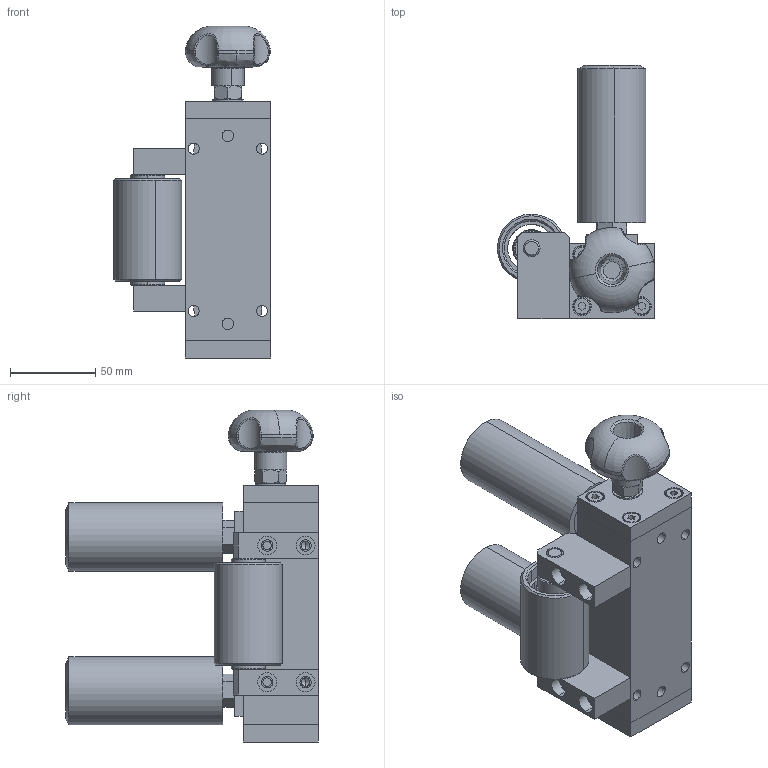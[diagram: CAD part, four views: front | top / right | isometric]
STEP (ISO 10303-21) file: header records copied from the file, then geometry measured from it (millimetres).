
FILE_DESCRIPTION (( 'STEP AP214' ), '1' );
FILE_NAME ('0052.STEP', '2013-10-03T10:26:39', ( '' ), ( '' ), 'SwSTEP 2.0', 'SolidWorks 2012', '' );
FILE_SCHEMA (( 'AUTOMOTIVE_DESIGN' ));
Length unit declared in the file: millimetre
Products named in the file (18): SFL 40_SFL25; 6002-2z 15x32x9; 71353; 50350; 3-400288-00 d40 l60Axel; 3-400288-00 D40 L60; 0701; DIN912M6x16_(h440)_M36 x 200; TBRB 10x18x4 FZB; MP-GF10 12 18 01 05; 1-300430-03P4; WN730 D 50-M10; DIN934M10_[40]   '''' -16; 1-300430-03P5; 1-300430-03P3; 0698P1; 0698P2; 0052
Assembly tree (33 placements, depth 2):
  0052
    0698P2
    0698P1
    1-300430-03P3
    1-300430-03P5  x2
    DIN934M10_[40]   '''' -16
    WN730 D 50-M10
    1-300430-03P4
    MP-GF10 12 18 01 05  x2
    TBRB 10x18x4 FZB
    DIN912M6x16_(h440)_M36 x 200  x8
    0701  x2
    3-400288-00 D40 L60
    3-400288-00 d40 l60Axel
    50350  x2
    71353  x2
    6002-2z 15x32x9  x4
    SFL 40_SFL25  x2
Bounding box: 91.97 x 148 x 194.29 mm (x, y, z)
Volume: 562599.8 mm3; surface area: 200950.2 mm2
Topology: 33 solids, 33 shells, 707 faces, 1616 edges, 1029 vertices
Faces by surface type: cylinder 289, plane 258, cone 122, bspline 36, torus 2
Entity records: 23337 total; most frequent: CARTESIAN_POINT 7617, DIRECTION 2241, ORIENTED_EDGE 2018, EDGE_CURVE 1009, AXIS2_PLACEMENT_3D 910, VERTEX_POINT 648, EDGE_LOOP 543, UNCERTAINTY_MEASURE_WITH_UNIT 482
